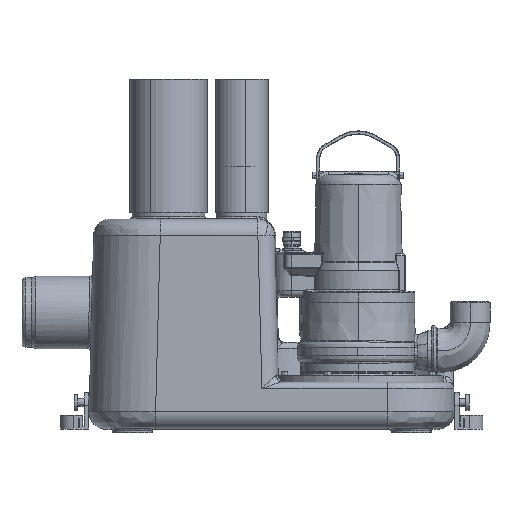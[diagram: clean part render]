
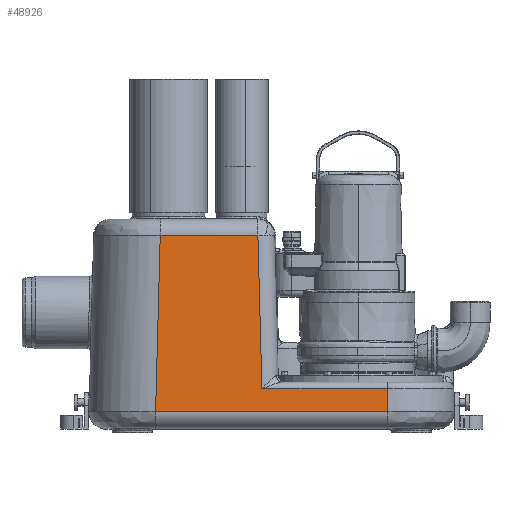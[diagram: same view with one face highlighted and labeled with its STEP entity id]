
A CAD part, top view. The second image highlights one B-rep face of the part: STEP entity #48926.
In plain terms, the highlighted face is planar.
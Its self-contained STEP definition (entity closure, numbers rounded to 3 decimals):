
#2763 = CARTESIAN_POINT ( 'NONE',  ( -935.39, 1386.308, -408.45 ) ) ;
#2767 = CARTESIAN_POINT ( 'NONE',  ( -942.329, 1393.248, -673.45 ) ) ;
#2825 = CARTESIAN_POINT ( 'NONE',  ( -942.329, 1044.523, -673.45 ) ) ;
#2868 = CARTESIAN_POINT ( 'NONE',  ( -941.423, 1045.429, -638.843 ) ) ;
#2884 = CARTESIAN_POINT ( 'NONE',  ( -941.423, 1233.622, -638.843 ) ) ;
#4313 = FACE_OUTER_BOUND ( 'NONE', #55546, .T. ) ;
#4319 = CARTESIAN_POINT ( 'NONE',  ( -943.001, 1493.885, -699.105 ) ) ;
#4527 = PLANE ( 'NONE',  #12871 ) ;
#4531 = DIRECTION ( 'NONE',  ( -1., 0., 0.026 ) ) ;
#4533 = DIRECTION ( 'NONE',  ( 0.026, 0., 1. ) ) ;
#11733 = LINE ( 'NONE', #11803, #26352 ) ;
#11751 = LINE ( 'NONE', #11797, #26355 ) ;
#11753 = LINE ( 'NONE', #11794, #26354 ) ;
#11794 = CARTESIAN_POINT ( 'NONE',  ( -935.39, 1493.885, -408.45 ) ) ;
#11796 = DIRECTION ( 'NONE',  ( 0., 1., 0. ) ) ;
#11797 = CARTESIAN_POINT ( 'NONE',  ( -942.329, 1493.885, -673.45 ) ) ;
#11798 = DIRECTION ( 'NONE',  ( 0., -1., 0. ) ) ;
#11803 = CARTESIAN_POINT ( 'NONE',  ( -935.39, 1386.308, -408.45 ) ) ;
#11804 = DIRECTION ( 'NONE',  ( -0.026, 0.026, -0.999 ) ) ;
#12871 = AXIS2_PLACEMENT_3D ( 'NONE', #4319, #4531, #4533 ) ;
#26352 = VECTOR ( 'NONE', #11804, 1000. ) ;
#26354 = VECTOR ( 'NONE', #11796, 1000. ) ;
#26355 = VECTOR ( 'NONE', #11798, 1000. ) ;
#30468 = LINE ( 'NONE', #30469, #36374 ) ;
#30469 = CARTESIAN_POINT ( 'NONE',  ( -942.881, 1043.971, -694.528 ) ) ;
#30470 = DIRECTION ( 'NONE',  ( -0.026, -0.026, -0.999 ) ) ;
#30514 = LINE ( 'NONE', #30596, #36371 ) ;
#30596 = CARTESIAN_POINT ( 'NONE',  ( -941.423, 1291.385, -638.843 ) ) ;
#30597 = DIRECTION ( 'NONE',  ( 0., -1., 0. ) ) ;
#30626 = LINE ( 'NONE', #30627, #36375 ) ;
#30627 = CARTESIAN_POINT ( 'NONE',  ( -941.423, 1233.622, -638.843 ) ) ;
#30628 = DIRECTION ( 'NONE',  ( 0.026, 0.026, 0.999 ) ) ;
#36371 = VECTOR ( 'NONE', #30597, 1000. ) ;
#36374 = VECTOR ( 'NONE', #30470, 1000. ) ;
#36375 = VECTOR ( 'NONE', #30628, 1000. ) ;
#37154 = CARTESIAN_POINT ( 'NONE',  ( -935.39, 1239.655, -408.45 ) ) ;
#38742 = EDGE_CURVE ( 'NONE', #46075, #50714, #11753, .T. ) ;
#38743 = EDGE_CURVE ( 'NONE', #50718, #50777, #11751, .T. ) ;
#38745 = EDGE_CURVE ( 'NONE', #50714, #50718, #11733, .T. ) ;
#39139 = EDGE_CURVE ( 'NONE', #50816, #50777, #30468, .T. ) ;
#39142 = EDGE_CURVE ( 'NONE', #50832, #50816, #30514, .T. ) ;
#39148 = EDGE_CURVE ( 'NONE', #50832, #46075, #30626, .T. ) ;
#46075 = VERTEX_POINT ( 'NONE', #37154 ) ;
#48926 = ADVANCED_FACE ( 'NONE', ( #4313 ), #4527, .T. ) ;
#50714 = VERTEX_POINT ( 'NONE', #2763 ) ;
#50718 = VERTEX_POINT ( 'NONE', #2767 ) ;
#50777 = VERTEX_POINT ( 'NONE', #2825 ) ;
#50816 = VERTEX_POINT ( 'NONE', #2868 ) ;
#50832 = VERTEX_POINT ( 'NONE', #2884 ) ;
#54106 = ORIENTED_EDGE ( 'NONE', *, *, #38743, .T. ) ;
#54107 = ORIENTED_EDGE ( 'NONE', *, *, #39139, .F. ) ;
#54108 = ORIENTED_EDGE ( 'NONE', *, *, #39142, .F. ) ;
#54109 = ORIENTED_EDGE ( 'NONE', *, *, #39148, .T. ) ;
#54110 = ORIENTED_EDGE ( 'NONE', *, *, #38742, .T. ) ;
#54111 = ORIENTED_EDGE ( 'NONE', *, *, #38745, .T. ) ;
#55546 = EDGE_LOOP ( 'NONE', ( #54106, #54107, #54108, #54109, #54110, #54111 ) ) ;
